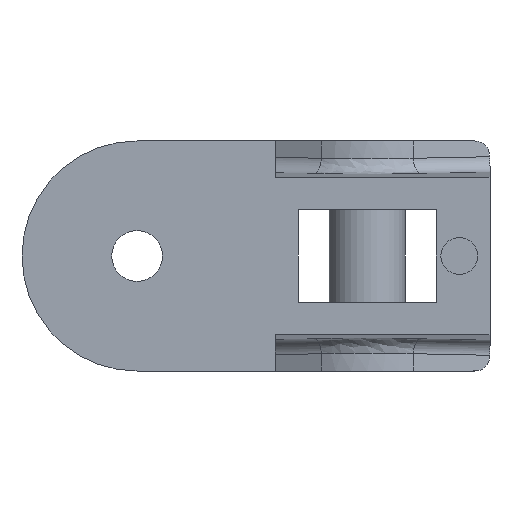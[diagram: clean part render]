
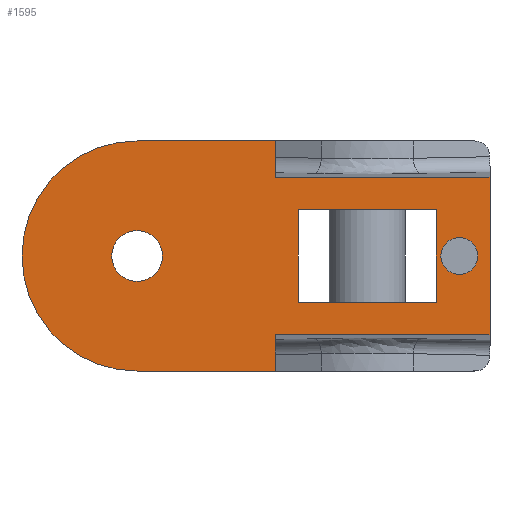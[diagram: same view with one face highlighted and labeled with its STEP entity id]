
A CAD part, front view. The second image highlights one B-rep face of the part: STEP entity #1595.
In plain terms, the highlighted planar face has unit normal (0, -1, 0).
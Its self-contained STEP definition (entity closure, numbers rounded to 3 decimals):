
#9=DIRECTION('',(1.,0.,0.));
#10=VECTOR('',#9,9.);
#11=CARTESIAN_POINT('',(0.,0.,-7.5));
#12=LINE('',#11,#10);
#251=DIRECTION('',(-1.,0.,0.));
#252=VECTOR('',#251,14.);
#253=CARTESIAN_POINT('',(23.,0.,-5.144));
#254=LINE('',#253,#252);
#255=DIRECTION('',(0.,0.,1.));
#256=VECTOR('',#255,2.356);
#257=CARTESIAN_POINT('',(9.,0.,-7.5));
#258=LINE('',#257,#256);
#259=CARTESIAN_POINT('',(0.,0.,0.));
#260=DIRECTION('',(0.,1.,0.));
#261=DIRECTION('',(0.,0.,-1.));
#262=AXIS2_PLACEMENT_3D('',#259,#260,#261);
#264=DIRECTION('',(0.,0.,-1.));
#265=VECTOR('',#264,2.356);
#266=CARTESIAN_POINT('',(9.,0.,7.5));
#267=LINE('',#266,#265);
#268=DIRECTION('',(-1.,0.,0.));
#269=VECTOR('',#268,14.);
#270=CARTESIAN_POINT('',(23.,0.,5.144));
#271=LINE('',#270,#269);
#272=DIRECTION('',(-1.,0.,0.));
#273=VECTOR('',#272,9.);
#274=CARTESIAN_POINT('',(19.5,0.,-3.));
#275=LINE('',#274,#273);
#276=DIRECTION('',(0.,0.,1.));
#277=VECTOR('',#276,6.);
#278=CARTESIAN_POINT('',(19.5,0.,-3.));
#279=LINE('',#278,#277);
#280=DIRECTION('',(-1.,0.,0.));
#281=VECTOR('',#280,9.);
#282=CARTESIAN_POINT('',(19.5,0.,3.));
#283=LINE('',#282,#281);
#284=DIRECTION('',(0.,0.,1.));
#285=VECTOR('',#284,6.);
#286=CARTESIAN_POINT('',(10.5,0.,-3.));
#287=LINE('',#286,#285);
#288=CARTESIAN_POINT('',(0.,0.,0.));
#289=DIRECTION('',(0.,1.,0.));
#290=DIRECTION('',(1.,0.,0.));
#291=AXIS2_PLACEMENT_3D('',#288,#289,#290);
#293=CARTESIAN_POINT('',(0.,0.,0.));
#294=DIRECTION('',(0.,1.,0.));
#295=DIRECTION('',(-1.,0.,0.));
#296=AXIS2_PLACEMENT_3D('',#293,#294,#295);
#298=CARTESIAN_POINT('',(21.,0.,0.));
#299=DIRECTION('',(0.,-1.,0.));
#300=DIRECTION('',(1.,0.,0.));
#301=AXIS2_PLACEMENT_3D('',#298,#299,#300);
#303=CARTESIAN_POINT('',(21.,0.,0.));
#304=DIRECTION('',(0.,-1.,0.));
#305=DIRECTION('',(-1.,0.,0.));
#306=AXIS2_PLACEMENT_3D('',#303,#304,#305);
#444=DIRECTION('',(0.,0.,1.));
#445=VECTOR('',#444,10.288);
#446=CARTESIAN_POINT('',(23.,0.,-5.144));
#447=LINE('',#446,#445);
#562=DIRECTION('',(1.,0.,0.));
#563=VECTOR('',#562,9.);
#564=CARTESIAN_POINT('',(0.,0.,7.5));
#565=LINE('',#564,#563);
#1051=CARTESIAN_POINT('',(0.,0.,-7.5));
#1052=CARTESIAN_POINT('',(0.,0.,7.5));
#1053=VERTEX_POINT('',#1051);
#1054=VERTEX_POINT('',#1052);
#1059=CARTESIAN_POINT('',(9.,0.,7.5));
#1061=VERTEX_POINT('',#1059);
#1067=CARTESIAN_POINT('',(9.,0.,-7.5));
#1069=VERTEX_POINT('',#1067);
#1087=CARTESIAN_POINT('',(19.5,0.,-3.));
#1088=CARTESIAN_POINT('',(10.5,0.,-3.));
#1089=VERTEX_POINT('',#1087);
#1090=VERTEX_POINT('',#1088);
#1091=CARTESIAN_POINT('',(19.5,0.,3.));
#1092=CARTESIAN_POINT('',(10.5,0.,3.));
#1093=VERTEX_POINT('',#1091);
#1094=VERTEX_POINT('',#1092);
#1095=CARTESIAN_POINT('',(1.65,0.,0.));
#1096=CARTESIAN_POINT('',(-1.65,0.,0.));
#1097=VERTEX_POINT('',#1095);
#1098=VERTEX_POINT('',#1096);
#1251=CARTESIAN_POINT('',(22.2,0.,0.));
#1252=CARTESIAN_POINT('',(19.8,0.,0.));
#1253=VERTEX_POINT('',#1251);
#1254=VERTEX_POINT('',#1252);
#1255=CARTESIAN_POINT('',(23.,0.,5.144));
#1256=CARTESIAN_POINT('',(9.,0.,5.144));
#1257=VERTEX_POINT('',#1255);
#1258=VERTEX_POINT('',#1256);
#1259=CARTESIAN_POINT('',(23.,0.,-5.144));
#1260=CARTESIAN_POINT('',(9.,0.,-5.144));
#1261=VERTEX_POINT('',#1259);
#1262=VERTEX_POINT('',#1260);
#1553=CARTESIAN_POINT('',(-7.5,0.,-7.5));
#1554=DIRECTION('',(0.,-1.,0.));
#1555=DIRECTION('',(1.,0.,0.));
#1556=AXIS2_PLACEMENT_3D('',#1553,#1554,#1555);
#1557=PLANE('',#1556);
#1559=ORIENTED_EDGE('',*,*,#1558,.T.);
#1561=ORIENTED_EDGE('',*,*,#1560,.F.);
#1562=ORIENTED_EDGE('',*,*,#1302,.F.);
#1564=ORIENTED_EDGE('',*,*,#1563,.T.);
#1566=ORIENTED_EDGE('',*,*,#1565,.T.);
#1568=ORIENTED_EDGE('',*,*,#1567,.T.);
#1570=ORIENTED_EDGE('',*,*,#1569,.F.);
#1572=ORIENTED_EDGE('',*,*,#1571,.F.);
#1573=EDGE_LOOP('',(#1559,#1561,#1562,#1564,#1566,#1568,#1570,#1572));
#1574=FACE_OUTER_BOUND('',#1573,.F.);
#1576=ORIENTED_EDGE('',*,*,#1575,.F.);
#1578=ORIENTED_EDGE('',*,*,#1577,.T.);
#1579=ORIENTED_EDGE('',*,*,#1485,.T.);
#1581=ORIENTED_EDGE('',*,*,#1580,.F.);
#1582=EDGE_LOOP('',(#1576,#1578,#1579,#1581));
#1583=FACE_BOUND('',#1582,.F.);
#1584=ORIENTED_EDGE('',*,*,#1543,.F.);
#1586=ORIENTED_EDGE('',*,*,#1585,.F.);
#1587=EDGE_LOOP('',(#1584,#1586));
#1588=FACE_BOUND('',#1587,.F.);
#1590=ORIENTED_EDGE('',*,*,#1589,.T.);
#1592=ORIENTED_EDGE('',*,*,#1591,.T.);
#1593=EDGE_LOOP('',(#1590,#1592));
#1594=FACE_BOUND('',#1593,.F.);
#1595=ADVANCED_FACE('',(#1574,#1583,#1588,#1594),#1557,.T.);
#263=CIRCLE('',#262,7.5);
#292=CIRCLE('',#291,1.65);
#297=CIRCLE('',#296,1.65);
#302=CIRCLE('',#301,1.2);
#307=CIRCLE('',#306,1.2);
#1302=EDGE_CURVE('',#1053,#1069,#12,.T.);
#1485=EDGE_CURVE('',#1093,#1094,#283,.T.);
#1543=EDGE_CURVE('',#1097,#1098,#292,.T.);
#1558=EDGE_CURVE('',#1261,#1262,#254,.T.);
#1560=EDGE_CURVE('',#1069,#1262,#258,.T.);
#1563=EDGE_CURVE('',#1053,#1054,#263,.T.);
#1565=EDGE_CURVE('',#1054,#1061,#565,.T.);
#1567=EDGE_CURVE('',#1061,#1258,#267,.T.);
#1569=EDGE_CURVE('',#1257,#1258,#271,.T.);
#1571=EDGE_CURVE('',#1261,#1257,#447,.T.);
#1575=EDGE_CURVE('',#1089,#1090,#275,.T.);
#1577=EDGE_CURVE('',#1089,#1093,#279,.T.);
#1580=EDGE_CURVE('',#1090,#1094,#287,.T.);
#1585=EDGE_CURVE('',#1098,#1097,#297,.T.);
#1589=EDGE_CURVE('',#1253,#1254,#302,.T.);
#1591=EDGE_CURVE('',#1254,#1253,#307,.T.);
